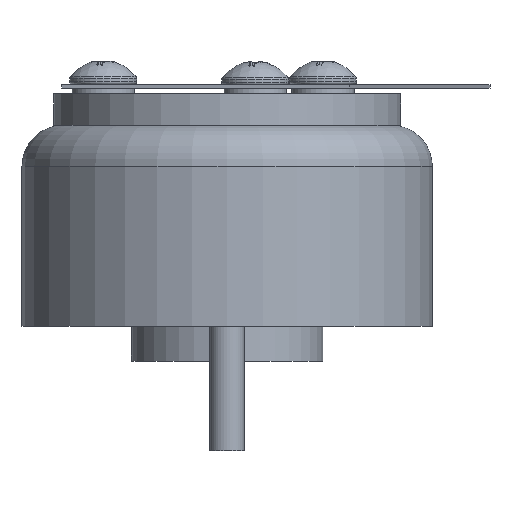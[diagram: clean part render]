
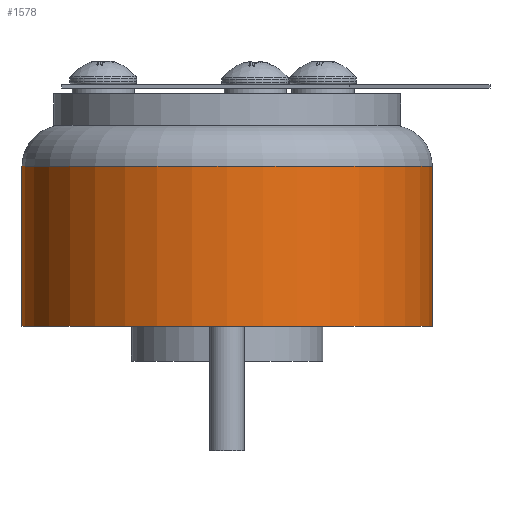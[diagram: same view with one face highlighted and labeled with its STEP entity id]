
A CAD part, front view. The second image highlights one B-rep face of the part: STEP entity #1578.
In plain terms, the highlighted cylindrical face has radius 15 mm (diameter 30 mm), a full revolution.
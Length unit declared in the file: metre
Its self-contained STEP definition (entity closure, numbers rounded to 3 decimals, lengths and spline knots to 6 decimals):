
#214=CIRCLE('',#1806,0.015);
#215=CIRCLE('',#1807,0.015);
#259=CYLINDRICAL_SURFACE('',#1805,0.015);
#655=ORIENTED_EDGE('',*,*,#890,.T.);
#656=ORIENTED_EDGE('',*,*,#891,.T.);
#890=EDGE_CURVE('',#1053,#1053,#214,.F.);
#891=EDGE_CURVE('',#1054,#1054,#215,.T.);
#1053=VERTEX_POINT('',#3450);
#1054=VERTEX_POINT('',#3452);
#1287=EDGE_LOOP('',(#655));
#1288=EDGE_LOOP('',(#656));
#1426=FACE_BOUND('',#1287,.T.);
#1427=FACE_BOUND('',#1288,.T.);
#1578=ADVANCED_FACE('',(#1426,#1427),#259,.T.);
#1805=AXIS2_PLACEMENT_3D('',#3448,#2209,#2210);
#1806=AXIS2_PLACEMENT_3D('',#3449,#2211,#2212);
#1807=AXIS2_PLACEMENT_3D('',#3451,#2213,#2214);
#2209=DIRECTION('',(0.,-1.,0.));
#2210=DIRECTION('',(0.,0.,-1.));
#2211=DIRECTION('',(0.,-1.,0.));
#2212=DIRECTION('',(0.,0.,-1.));
#2213=DIRECTION('',(0.,-1.,0.));
#2214=DIRECTION('',(0.,0.,-1.));
#3448=CARTESIAN_POINT('',(0.,0.0147,0.));
#3449=CARTESIAN_POINT('',(0.,0.003,0.));
#3450=CARTESIAN_POINT('',(0.,0.003,-0.015));
#3451=CARTESIAN_POINT('',(0.,0.0147,0.));
#3452=CARTESIAN_POINT('',(0.,0.0147,-0.015));
